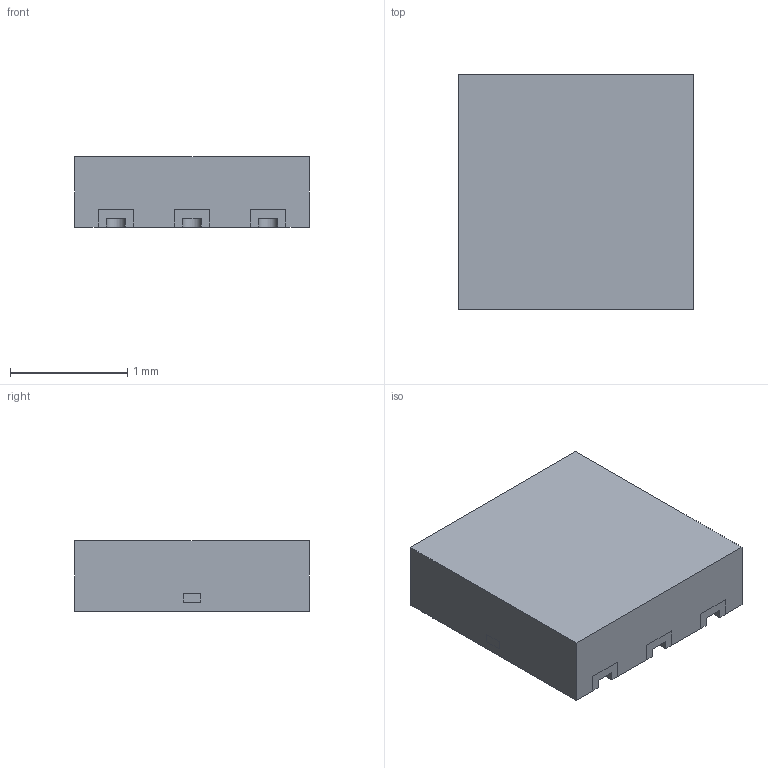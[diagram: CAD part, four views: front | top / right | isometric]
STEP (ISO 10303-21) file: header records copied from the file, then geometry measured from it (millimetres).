
FILE_DESCRIPTION(/* description */ ('Unknown'),/* implementation_level */ '2;1');
FILE_NAME(/* name */ 'DFN2020C-6',/* time_stamp */ '2021-12-03T09:46:08+08:00',/* author */ ('Unknown'),/* organization */ ('Unknown'),/* preprocessor_version */ 'ST-DEVELOPER v16.7',/* originating_system */ 'DEX',/* authorisation */ $);
FILE_SCHEMA (('AUTOMOTIVE_DESIGN {1 0 10303 214 3 1 1}'));
Length unit declared in the file: millimetre
Products named in the file (3): DFN2020C-6; LDF; MOLDing
Assembly tree (2 placements, depth 2):
  DFN2020C-6
    LDF
    MOLDing
Bounding box: 2 x 2 x 0.6 mm (x, y, z)
Volume: 2.4 mm3; surface area: 24.3 mm2
Topology: 8 solids, 8 shells, 233 faces, 648 edges, 432 vertices
Faces by surface type: plane 179, cylinder 54
Entity records: 8407 total; most frequent: CARTESIAN_POINT 1316, ORIENTED_EDGE 1296, DIRECTION 1228, EDGE_CURVE 648, LINE 540, VECTOR 540, VERTEX_POINT 432, AXIS2_PLACEMENT_3D 344
